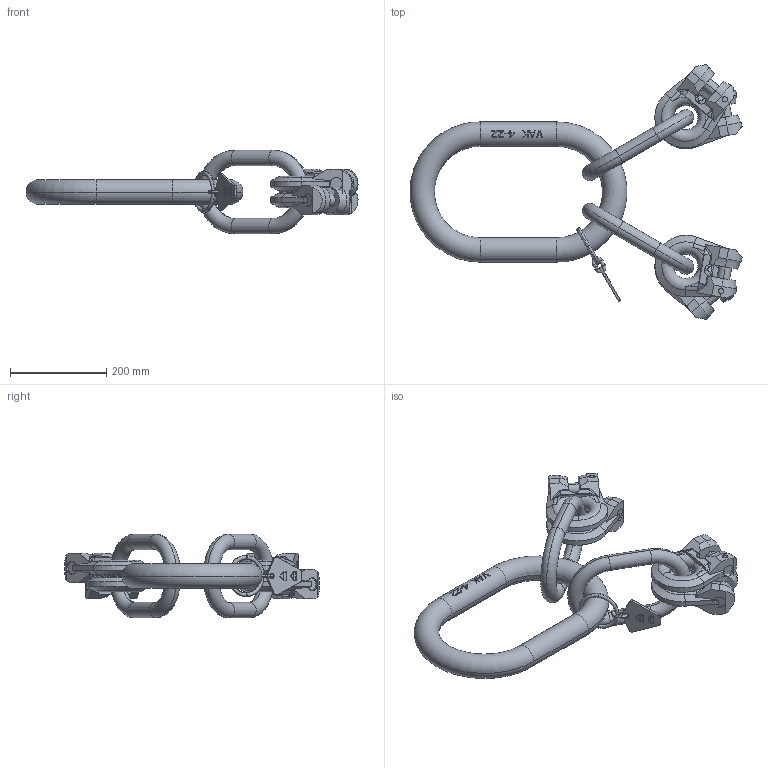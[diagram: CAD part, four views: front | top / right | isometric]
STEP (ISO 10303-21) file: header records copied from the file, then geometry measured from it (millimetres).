
FILE_DESCRIPTION((''),'2;1');
FILE_NAME('_3VAK4-22','2005-01-18T',('jakubetz'),(''),'PRO/ENGINEER BY PARAMETRIC TECHNOLOGY CORPORATION, 2001400','PRO/ENGINEER BY PARAMETRIC TECHNOLOGY CORPORATION, 2001400','');
FILE_SCHEMA(('CONFIG_CONTROL_DESIGN'));
Length unit declared in the file: millimetre
Products named in the file (1): _3VAK4-22
Bounding box: 691.46 x 531.14 x 174 mm (x, y, z)
Volume: 5311524.9 mm3; surface area: 545983.4 mm2
Topology: 10 solids, 10 shells, 645 faces, 1640 edges, 1016 vertices
Faces by surface type: plane 334, cylinder 203, bspline 48, torus 36, sphere 16, cone 8
Entity records: 20923 total; most frequent: CARTESIAN_POINT 5944, ORIENTED_EDGE 3280, DIRECTION 2866, EDGE_CURVE 1640, VERTEX_POINT 1016, AXIS2_PLACEMENT_3D 979, VECTOR 908, LINE 908
